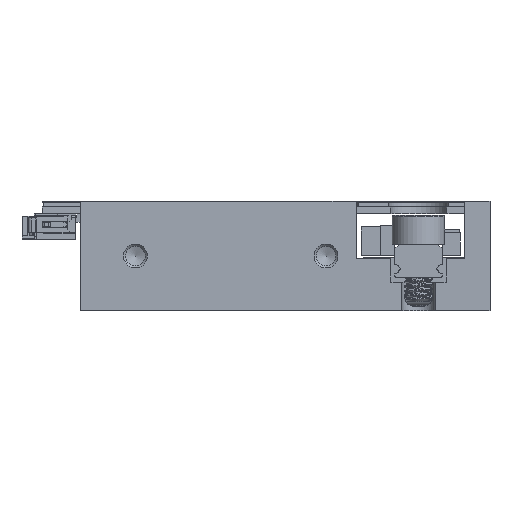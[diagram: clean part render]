
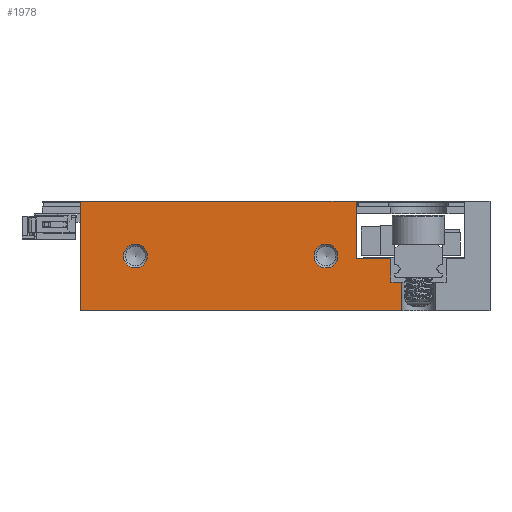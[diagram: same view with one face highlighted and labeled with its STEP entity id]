
A CAD part, left-side view. The second image highlights one B-rep face of the part: STEP entity #1978.
In plain terms, the highlighted planar face has unit normal (-1, 0, 0).
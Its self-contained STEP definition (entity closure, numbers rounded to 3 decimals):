
#1448=FACE_BOUND('',#5385,.T.);
#1449=FACE_BOUND('',#5386,.T.);
#1450=FACE_BOUND('',#5387,.T.);
#1978=ADVANCED_FACE('',(#1448,#1449,#1450),#3286,.F.);
#3286=PLANE('',#26332);
#5385=EDGE_LOOP('',(#7723));
#5386=EDGE_LOOP('',(#7724));
#5387=EDGE_LOOP('',(#7725,#7726,#7727,#7728,#7729,#7730,#7731,#7732));
#7012=CIRCLE('',#26330,1.25);
#7013=CIRCLE('',#26331,1.25);
#7723=ORIENTED_EDGE('',*,*,#17152,.T.);
#7724=ORIENTED_EDGE('',*,*,#17153,.T.);
#7725=ORIENTED_EDGE('',*,*,#17132,.T.);
#7726=ORIENTED_EDGE('',*,*,#17154,.T.);
#7727=ORIENTED_EDGE('',*,*,#17155,.T.);
#7728=ORIENTED_EDGE('',*,*,#17156,.T.);
#7729=ORIENTED_EDGE('',*,*,#17157,.T.);
#7730=ORIENTED_EDGE('',*,*,#17110,.T.);
#7731=ORIENTED_EDGE('',*,*,#17084,.F.);
#7732=ORIENTED_EDGE('',*,*,#17094,.T.);
#14678=VERTEX_POINT('',#35063);
#14679=VERTEX_POINT('',#35065);
#14686=VERTEX_POINT('',#35082);
#14697=VERTEX_POINT('',#35114);
#14716=VERTEX_POINT('',#35158);
#14732=VERTEX_POINT('',#35199);
#14733=VERTEX_POINT('',#35201);
#14734=VERTEX_POINT('',#35203);
#14735=VERTEX_POINT('',#35205);
#14736=VERTEX_POINT('',#35207);
#17084=EDGE_CURVE('',#14678,#14679,#20595,.T.);
#17094=EDGE_CURVE('',#14678,#14686,#20603,.T.);
#17110=EDGE_CURVE('',#14697,#14679,#20619,.T.);
#17132=EDGE_CURVE('',#14686,#14716,#20630,.T.);
#17152=EDGE_CURVE('',#14732,#14732,#7012,.T.);
#17153=EDGE_CURVE('',#14733,#14733,#7013,.T.);
#17154=EDGE_CURVE('',#14716,#14734,#20649,.T.);
#17155=EDGE_CURVE('',#14734,#14735,#20650,.T.);
#17156=EDGE_CURVE('',#14735,#14736,#20651,.T.);
#17157=EDGE_CURVE('',#14736,#14697,#20652,.T.);
#20595=LINE('',#35064,#23460);
#20603=LINE('',#35083,#23468);
#20619=LINE('',#35113,#23484);
#20630=LINE('',#35159,#23495);
#20649=LINE('',#35202,#23514);
#20650=LINE('',#35204,#23515);
#20651=LINE('',#35206,#23516);
#20652=LINE('',#35208,#23517);
#23460=VECTOR('',#28292,1.);
#23468=VECTOR('',#28306,1.);
#23484=VECTOR('',#28330,1.);
#23495=VECTOR('',#28371,1.);
#23514=VECTOR('',#28404,1.);
#23515=VECTOR('',#28405,1.);
#23516=VECTOR('',#28406,1.);
#23517=VECTOR('',#28407,1.);
#26330=AXIS2_PLACEMENT_3D('',#35198,#28400,#28401);
#26331=AXIS2_PLACEMENT_3D('',#35200,#28402,#28403);
#26332=AXIS2_PLACEMENT_3D('',#35209,#28408,#28409);
#28292=DIRECTION('',(0.,-1.,0.));
#28306=DIRECTION('',(0.,0.,-1.));
#28330=DIRECTION('',(0.,0.,1.));
#28371=DIRECTION('',(0.,-1.,0.));
#28400=DIRECTION('',(1.,0.,0.));
#28401=DIRECTION('',(0.,1.,0.));
#28402=DIRECTION('',(1.,0.,0.));
#28403=DIRECTION('',(0.,1.,0.));
#28404=DIRECTION('',(0.,0.,1.));
#28405=DIRECTION('',(0.,1.,0.));
#28406=DIRECTION('',(0.,0.,1.));
#28407=DIRECTION('',(0.,1.,0.));
#28408=DIRECTION('',(1.,0.,0.));
#28409=DIRECTION('',(0.,1.,0.));
#35063=CARTESIAN_POINT('',(-15.,43.,11.5));
#35064=CARTESIAN_POINT('',(-15.,43.,11.5));
#35065=CARTESIAN_POINT('',(-15.,14.05,11.5));
#35082=CARTESIAN_POINT('',(-15.,43.,0.));
#35083=CARTESIAN_POINT('',(-15.,43.,11.5));
#35113=CARTESIAN_POINT('',(-15.,14.05,5.5));
#35114=CARTESIAN_POINT('',(-15.,14.05,5.5));
#35158=CARTESIAN_POINT('',(-15.,9.25,0.));
#35159=CARTESIAN_POINT('',(-15.,43.,0.));
#35198=CARTESIAN_POINT('',(-15.,37.2,5.75));
#35199=CARTESIAN_POINT('',(-15.,38.45,5.75));
#35200=CARTESIAN_POINT('',(-15.,17.2,5.75));
#35201=CARTESIAN_POINT('',(-15.,18.45,5.75));
#35202=CARTESIAN_POINT('',(-15.,9.25,-0.3));
#35203=CARTESIAN_POINT('',(-15.,9.25,3.));
#35204=CARTESIAN_POINT('',(-15.,4.6,3.));
#35205=CARTESIAN_POINT('',(-15.,10.4,3.));
#35206=CARTESIAN_POINT('',(-15.,10.4,3.));
#35207=CARTESIAN_POINT('',(-15.,10.4,5.5));
#35208=CARTESIAN_POINT('',(-15.,10.4,5.5));
#35209=CARTESIAN_POINT('',(-15.,43.,11.5));
